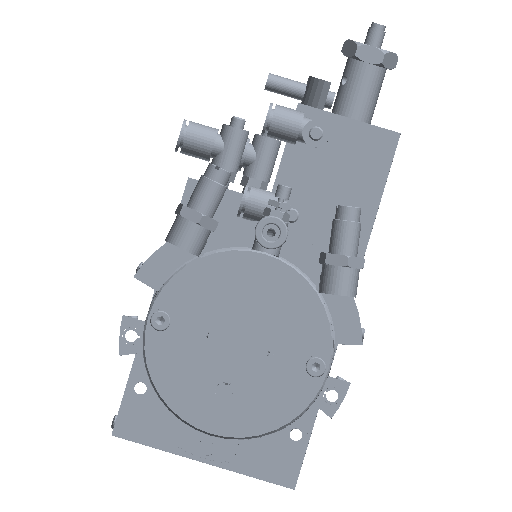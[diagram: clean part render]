
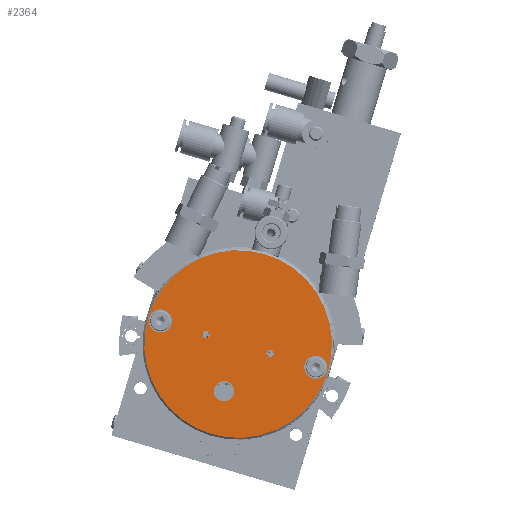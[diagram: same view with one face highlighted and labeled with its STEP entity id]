
A CAD part, top view. The second image highlights one B-rep face of the part: STEP entity #2364.
In plain terms, the highlighted planar face has unit normal (0, 0, 1).
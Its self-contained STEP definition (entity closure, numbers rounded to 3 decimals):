
#2145=CARTESIAN_POINT('',(-141.319,-76.307,104.43));
#2146=VERTEX_POINT('',#2145);
#2147=CARTESIAN_POINT('',(-141.676,-77.505,104.43));
#2148=DIRECTION('',(0.,0.,-1.0));
#2149=DIRECTION('',(0.285,0.958,0.));
#2150=AXIS2_PLACEMENT_3D('',#2147,#2148,#2149);
#2151=CIRCLE('',#2150,1.25);
#2152=EDGE_CURVE('',#2146,#2146,#2151,.T.);
#2179=CARTESIAN_POINT('',(-139.904,-111.84,104.43));
#2180=VERTEX_POINT('',#2179);
#2181=CARTESIAN_POINT('',(-130.654,-80.788,104.43));
#2182=DIRECTION('',(0.,0.,-1.0));
#2183=DIRECTION('',(0.285,0.958,0.));
#2184=AXIS2_PLACEMENT_3D('',#2181,#2182,#2183);
#2185=CIRCLE('',#2184,32.4);
#2186=EDGE_CURVE('',#2180,#2180,#2185,.T.);
#2309=CARTESIAN_POINT('',(-135.365,-96.602,104.43));
#2310=DIRECTION('',(0.0,0.0,1.0));
#2311=DIRECTION('',(0.958,-0.285,0.0));
#2312=AXIS2_PLACEMENT_3D('',#2309,#2310,#2311);
#2313=PLANE('',#2312);
#2314=ORIENTED_EDGE('',*,*,#2186,.F.);
#2315=EDGE_LOOP('',(#2314));
#2316=FACE_OUTER_BOUND('',#2315,.T.);
#2317=CARTESIAN_POINT('',(-156.347,-68.961,104.43));
#2318=VERTEX_POINT('',#2317);
#2319=CARTESIAN_POINT('',(-157.489,-72.794,104.43));
#2320=DIRECTION('',(0.,0.,-1.0));
#2321=DIRECTION('',(0.285,0.958,0.));
#2322=AXIS2_PLACEMENT_3D('',#2319,#2320,#2321);
#2323=CIRCLE('',#2322,4.);
#2324=EDGE_CURVE('',#2318,#2318,#2323,.T.);
#2325=ORIENTED_EDGE('',*,*,#2324,.T.);
#2326=EDGE_LOOP('',(#2325));
#2327=FACE_BOUND('',#2326,.T.);
#2328=CARTESIAN_POINT('',(-104.962,-92.616,104.43));
#2329=VERTEX_POINT('',#2328);
#2330=CARTESIAN_POINT('',(-103.82,-88.782,104.43));
#2331=DIRECTION('',(0.,0.,-1.0));
#2332=DIRECTION('',(-0.285,-0.958,0.));
#2333=AXIS2_PLACEMENT_3D('',#2330,#2331,#2332);
#2334=CIRCLE('',#2333,4.);
#2335=EDGE_CURVE('',#2329,#2329,#2334,.T.);
#2336=ORIENTED_EDGE('',*,*,#2335,.T.);
#2337=EDGE_LOOP('',(#2336));
#2338=FACE_BOUND('',#2337,.T.);
#2339=ORIENTED_EDGE('',*,*,#2152,.T.);
#2340=EDGE_LOOP('',(#2339));
#2341=FACE_BOUND('',#2340,.T.);
#2342=CARTESIAN_POINT('',(-119.99,-85.269,104.43));
#2343=VERTEX_POINT('',#2342);
#2344=CARTESIAN_POINT('',(-119.633,-84.071,104.43));
#2345=DIRECTION('',(0.,0.,-1.0));
#2346=DIRECTION('',(-0.285,-0.958,0.));
#2347=AXIS2_PLACEMENT_3D('',#2344,#2345,#2346);
#2348=CIRCLE('',#2347,1.25);
#2349=EDGE_CURVE('',#2343,#2343,#2348,.T.);
#2350=ORIENTED_EDGE('',*,*,#2349,.T.);
#2351=EDGE_LOOP('',(#2350));
#2352=FACE_BOUND('',#2351,.T.);
#2353=CARTESIAN_POINT('',(-134.509,-93.726,104.43));
#2354=VERTEX_POINT('',#2353);
#2355=CARTESIAN_POINT('',(-135.508,-97.081,104.43));
#2356=DIRECTION('',(0.,0.,-1.0));
#2357=DIRECTION('',(-0.285,-0.958,0.));
#2358=AXIS2_PLACEMENT_3D('',#2355,#2356,#2357);
#2359=CIRCLE('',#2358,3.5);
#2360=EDGE_CURVE('',#2354,#2354,#2359,.T.);
#2361=ORIENTED_EDGE('',*,*,#2360,.T.);
#2362=EDGE_LOOP('',(#2361));
#2363=FACE_BOUND('',#2362,.T.);
#2364=ADVANCED_FACE('',(#2316,#2327,#2338,#2341,#2352,#2363),#2313,.T.);
